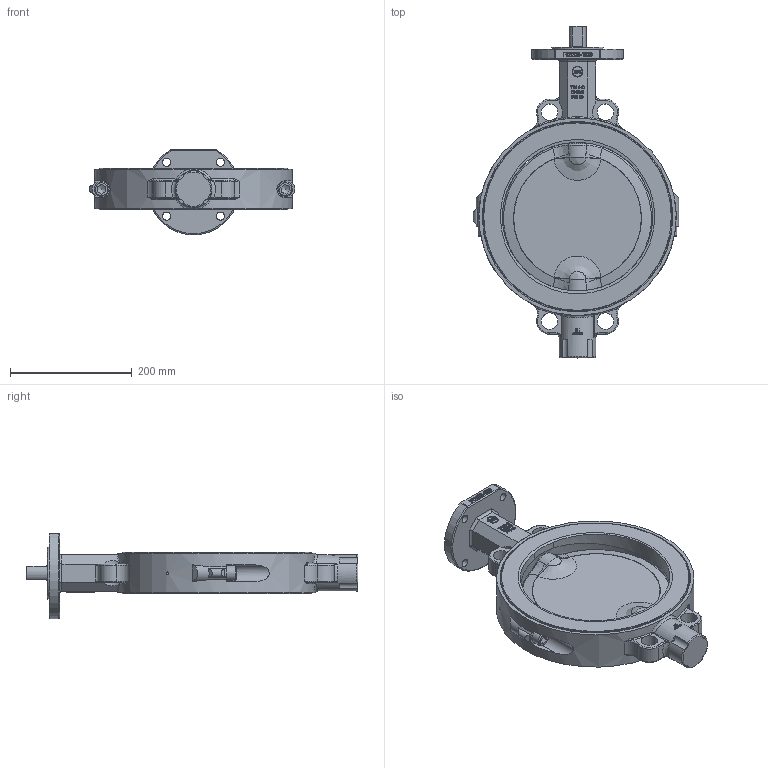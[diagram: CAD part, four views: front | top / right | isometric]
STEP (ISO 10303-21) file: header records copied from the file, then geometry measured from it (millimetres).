
FILE_DESCRIPTION((''),'2;1');
FILE_NAME('T211-C DN250.stp','2014-11-11T09:45:17',('hellwig'),(''),'Autodesk Inventor 2013','Autodesk Inventor 2013','');
FILE_SCHEMA(('AUTOMOTIVE_DESIGN { 1 0 10303 214 1 1 1 1 }'));
Length unit declared in the file: millimetre
Products named in the file (1): M21525_Shrinkwrap_1
Bounding box: 336.99 x 545 x 140.8 mm (x, y, z)
Volume: 3631536.7 mm3; surface area: 557420 mm2
Topology: 1 solids, 6 shells, 855 faces, 2210 edges, 1424 vertices
Faces by surface type: plane 334, bspline 289, cylinder 128, torus 58, cone 42, sphere 4
Full cylindrical faces by diameter (mm): 3 x2, 3.2 x2, 4.134 x1, 13.5 x4, 13.835 x2, 16 x2, 16.5 x2, 24 x2, 27 x4, 28 x1, 30 x4, 31 x1, 34 x3, 35 x2, 35.2 x1, 38 x1, 48 x2, 60 x1, 84.9 x1, 253.5 x1, 257.4 x2, 310 x2, 313 x2
Entity records: 44381 total; most frequent: CARTESIAN_POINT 25768, ORIENTED_EDGE 4160, DIRECTION 2925, EDGE_CURVE 2080, VERTEX_POINT 1390, EDGE_LOOP 1036, AXIS2_PLACEMENT_3D 1000, VECTOR 925
